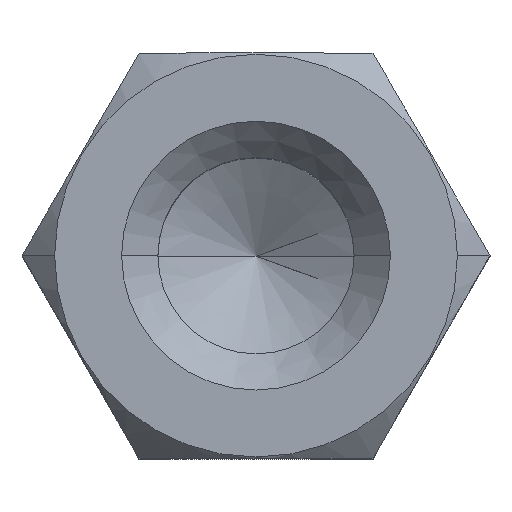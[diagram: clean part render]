
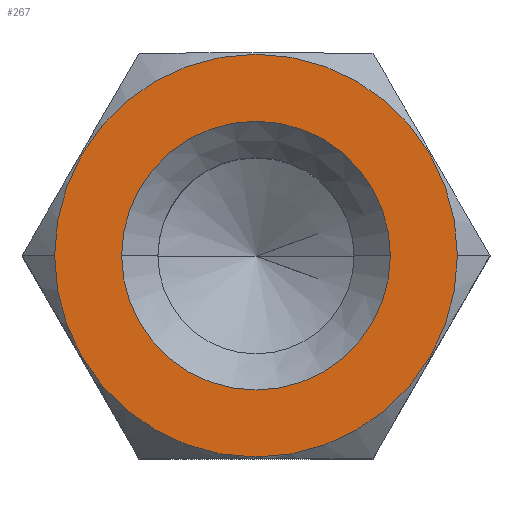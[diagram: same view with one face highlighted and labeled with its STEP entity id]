
A CAD part, top view. The second image highlights one B-rep face of the part: STEP entity #267.
In plain terms, the highlighted planar face has unit normal (0, 0, 1).
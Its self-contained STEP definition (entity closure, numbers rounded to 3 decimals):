
#22 = VERTEX_POINT ( 'NONE', #235 ) ;
#46 = EDGE_CURVE ( 'NONE', #47, #22, #323, .T. ) ;
#47 = VERTEX_POINT ( 'NONE', #319 ) ;
#139 = VERTEX_POINT ( 'NONE', #560 ) ;
#152 = VERTEX_POINT ( 'NONE', #538 ) ;
#199 = EDGE_CURVE ( 'NONE', #139, #152, #587, .T. ) ;
#224 = EDGE_CURVE ( 'NONE', #152, #139, #737, .T. ) ;
#235 = CARTESIAN_POINT ( 'NONE',  ( 2.36, 0., 5. ) ) ;
#267 = ADVANCED_FACE ( 'NONE', ( #730, #725 ), #724, .T. ) ;
#268 = EDGE_LOOP ( 'NONE', ( #269, #270 ) ) ;
#269 = ORIENTED_EDGE ( 'NONE', *, *, #199, .T. ) ;
#270 = ORIENTED_EDGE ( 'NONE', *, *, #224, .T. ) ;
#287 = EDGE_LOOP ( 'NONE', ( #288, #289 ) ) ;
#288 = ORIENTED_EDGE ( 'NONE', *, *, #46, .F. ) ;
#289 = ORIENTED_EDGE ( 'NONE', *, *, #290, .F. ) ;
#290 = EDGE_CURVE ( 'NONE', #22, #47, #701, .T. ) ;
#319 = CARTESIAN_POINT ( 'NONE',  ( -2.36, 0., 5. ) ) ;
#320 = DIRECTION ( 'NONE',  ( -1., 0., 0. ) ) ;
#321 = DIRECTION ( 'NONE',  ( 0., 0., -1. ) ) ;
#322 = AXIS2_PLACEMENT_3D ( 'NONE', #328, #321, #320 ) ;
#323 = CIRCLE ( 'NONE', #322, 2.36 ) ;
#328 = CARTESIAN_POINT ( 'NONE',  ( 0., 0., 5. ) ) ;
#538 = CARTESIAN_POINT ( 'NONE',  ( -1.575, 0., 5. ) ) ;
#560 = CARTESIAN_POINT ( 'NONE',  ( 1.575, 0., 5. ) ) ;
#583 = DIRECTION ( 'NONE',  ( -1., 0., 0. ) ) ;
#584 = DIRECTION ( 'NONE',  ( 0., 0., -1. ) ) ;
#585 = CARTESIAN_POINT ( 'NONE',  ( 0., 0., 5. ) ) ;
#586 = AXIS2_PLACEMENT_3D ( 'NONE', #585, #584, #583 ) ;
#587 = CIRCLE ( 'NONE', #586, 1.575 ) ;
#693 = DIRECTION ( 'NONE',  ( -1., 0., 0. ) ) ;
#694 = DIRECTION ( 'NONE',  ( 0., 0., -1. ) ) ;
#695 = CARTESIAN_POINT ( 'NONE',  ( 0., 0., 5. ) ) ;
#696 = AXIS2_PLACEMENT_3D ( 'NONE', #695, #694, #693 ) ;
#701 = CIRCLE ( 'NONE', #696, 2.36 ) ;
#720 = DIRECTION ( 'NONE',  ( 1., 0., 0. ) ) ;
#721 = DIRECTION ( 'NONE',  ( 0., 0., 1. ) ) ;
#722 = CARTESIAN_POINT ( 'NONE',  ( -1.575, 0., 5. ) ) ;
#723 = AXIS2_PLACEMENT_3D ( 'NONE', #722, #721, #720 ) ;
#724 = PLANE ( 'NONE',  #723 ) ;
#725 = FACE_OUTER_BOUND ( 'NONE', #287, .T. ) ;
#730 = FACE_BOUND ( 'NONE', #268, .T. ) ;
#733 = DIRECTION ( 'NONE',  ( -1., 0., 0. ) ) ;
#734 = DIRECTION ( 'NONE',  ( 0., 0., -1. ) ) ;
#735 = CARTESIAN_POINT ( 'NONE',  ( 0., 0., 5. ) ) ;
#736 = AXIS2_PLACEMENT_3D ( 'NONE', #735, #734, #733 ) ;
#737 = CIRCLE ( 'NONE', #736, 1.575 ) ;
